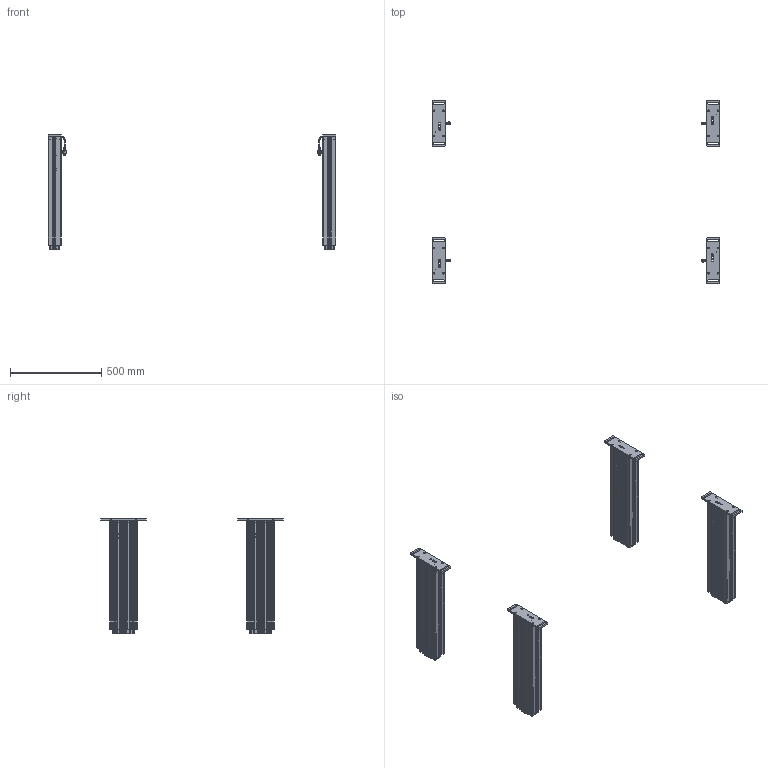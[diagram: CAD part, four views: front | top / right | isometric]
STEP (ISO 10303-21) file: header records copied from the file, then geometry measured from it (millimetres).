
FILE_DESCRIPTION(('STEP AP203'),'1');
FILE_NAME('ERGO00H2700.stp','2024-03-25T13:53:59',(' '),(' '),'Spatial InterOp 3D',' ',' ');
FILE_SCHEMA(('CONFIG_CONTROL_DESIGN'));
Length unit declared in the file: millimetre
Products named in the file (6): Kit 4 colonnes élec. SM - course 400 - 1000kg max; Vis CHC - M5x20; cable coudé; PLHM; CRM34; CLM34
Assembly tree (32 placements, depth 2):
  Kit 4 colonnes élec. SM - course 400 - 1000kg max
    Vis CHC - M5x20  x16
    cable coudé  x4
    PLHM  x4
    CRM34  x4
    CLM34  x4
Bounding box: 1570 x 1000 x 630 mm (x, y, z)
Volume: 10376353.9 mm3; surface area: 5036714.8 mm2
Topology: 32 solids, 32 shells, 9996 faces, 29224 edges, 19384 vertices
Faces by surface type: plane 5664, cylinder 4188, bspline 84, cone 44, torus 16
Full cylindrical faces by diameter (mm): 2.459 x4, 3.242 x8, 3.4 x4, 5 x32, 5.5 x16, 8.5 x16, 8.7 x16, 30 x8
Entity records: 85949 total; most frequent: CARTESIAN_POINT 16635, ORIENTED_EDGE 14338, DIRECTION 13946, EDGE_CURVE 7169, LINE 4790, VECTOR 4790, VERTEX_POINT 4779, AXIS2_PLACEMENT_3D 4578
